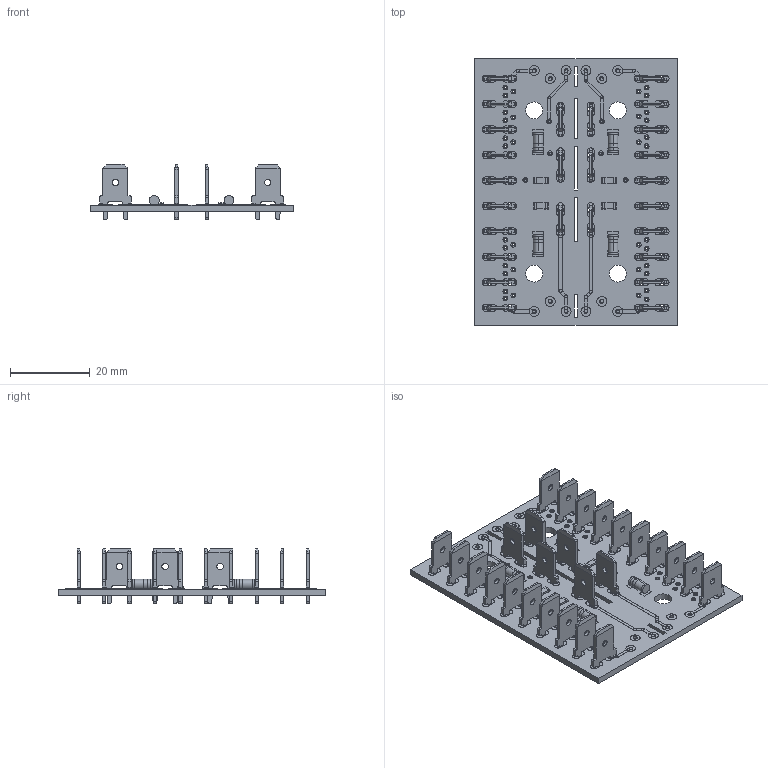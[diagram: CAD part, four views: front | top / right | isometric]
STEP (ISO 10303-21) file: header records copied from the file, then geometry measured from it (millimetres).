
FILE_DESCRIPTION(('FreeCAD Model'),'2;1');
FILE_NAME('tcm_module.step', '2018-09-27T16:00:41',('kicad StepUp'),('ksu MCAD'), 'Open CASCADE STEP processor 6.8','FreeCAD','Unknown');
FILE_SCHEMA(('AUTOMOTIVE_DESIGN_CC2 { 1 2 10303 214 -1 1 5 4 }'));
Length unit declared in the file: millimetre
Products named in the file (39): Board; D1; D4; L11; D2; D3; LD31; L12; R4; L32; R1; LD11; LD12; LD32; L31; R2; R3; V1A1; V1K1; VG1; V4K1; V2K1; V4A1; V3A1; V3K1; V2A1; VG2; VG3; VG4; X7; X9; X14; X26; X17; X12; bPad_107; tPad_108; F_Cu_0; B_Cu_31
Bounding box: 51 x 67 x 14 mm (x, y, z)
Volume: 6709.4 mm3; surface area: 14362.1 mm2
Topology: 317 solids, 317 shells, 2928 faces, 6850 edges, 4556 vertices
Faces by surface type: plane 1570, cylinder 1358
Full cylindrical faces by diameter (mm): 0.6 x126, 1 x36, 1.2 x84, 1.4 x78, 1.5 x78, 2.499 x24, 4.3 x4
Entity records: 89489 total; most frequent: DIRECTION 15080, CARTESIAN_POINT 15063, ORIENTED_EDGE 13700, EDGE_CURVE 6850, AXIS2_PLACEMENT_3D 5509, VERTEX_POINT 4556, LINE 4062, VECTOR 4062
